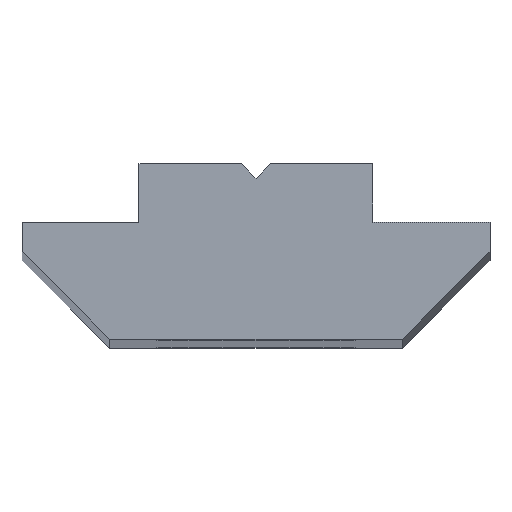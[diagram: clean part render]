
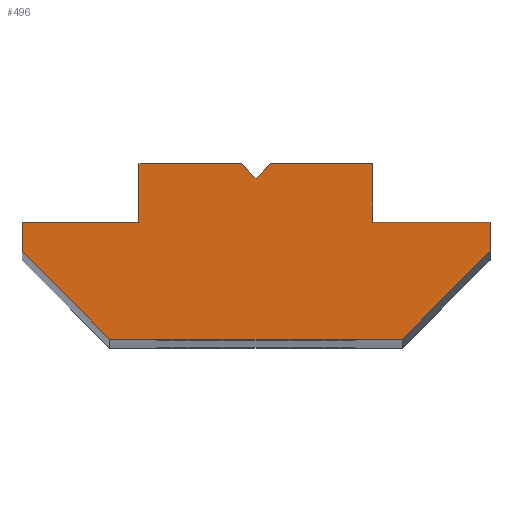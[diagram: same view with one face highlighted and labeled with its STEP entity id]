
A CAD part, top view. The second image highlights one B-rep face of the part: STEP entity #496.
In plain terms, the highlighted planar face has unit normal (0, 0, 1).
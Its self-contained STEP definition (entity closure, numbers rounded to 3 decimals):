
#13 = ORIENTED_EDGE ( 'NONE', *, *, #1032, .T. ) ;
#15 = ORIENTED_EDGE ( 'NONE', *, *, #999, .T. ) ;
#16 = ORIENTED_EDGE ( 'NONE', *, *, #1006, .T. ) ;
#40 = ORIENTED_EDGE ( 'NONE', *, *, #1030, .T. ) ;
#96 = VECTOR ( 'NONE', #750, 1000. ) ;
#99 = LINE ( 'NONE', #751, #96 ) ;
#100 = VECTOR ( 'NONE', #757, 1000. ) ;
#104 = LINE ( 'NONE', #759, #100 ) ;
#115 = VECTOR ( 'NONE', #819, 1000. ) ;
#118 = VECTOR ( 'NONE', #816, 1000. ) ;
#121 = LINE ( 'NONE', #811, #115 ) ;
#124 = VECTOR ( 'NONE', #829, 1000. ) ;
#128 = LINE ( 'NONE', #844, #118 ) ;
#131 = VECTOR ( 'NONE', #840, 1000. ) ;
#134 = LINE ( 'NONE', #857, #124 ) ;
#137 = VECTOR ( 'NONE', #854, 1000. ) ;
#140 = LINE ( 'NONE', #867, #131 ) ;
#143 = VECTOR ( 'NONE', #862, 1000. ) ;
#146 = LINE ( 'NONE', #878, #137 ) ;
#150 = LINE ( 'NONE', #877, #143 ) ;
#154 = VECTOR ( 'NONE', #896, 1000. ) ;
#161 = LINE ( 'NONE', #906, #154 ) ;
#163 = VECTOR ( 'NONE', #916, 1000. ) ;
#168 = LINE ( 'NONE', #924, #163 ) ;
#171 = VECTOR ( 'NONE', #930, 1000. ) ;
#178 = VECTOR ( 'NONE', #939, 1000. ) ;
#180 = LINE ( 'NONE', #940, #178 ) ;
#182 = LINE ( 'NONE', #937, #171 ) ;
#188 = VECTOR ( 'NONE', #565, 1000. ) ;
#192 = LINE ( 'NONE', #660, #188 ) ;
#251 = VERTEX_POINT ( 'NONE', #880 ) ;
#256 = VERTEX_POINT ( 'NONE', #886 ) ;
#258 = VERTEX_POINT ( 'NONE', #869 ) ;
#259 = VERTEX_POINT ( 'NONE', #868 ) ;
#260 = VERTEX_POINT ( 'NONE', #866 ) ;
#263 = VERTEX_POINT ( 'NONE', #860 ) ;
#281 = VERTEX_POINT ( 'NONE', #813 ) ;
#284 = VERTEX_POINT ( 'NONE', #799 ) ;
#290 = VERTEX_POINT ( 'NONE', #785 ) ;
#291 = VERTEX_POINT ( 'NONE', #782 ) ;
#294 = VERTEX_POINT ( 'NONE', #773 ) ;
#297 = VERTEX_POINT ( 'NONE', #766 ) ;
#302 = VERTEX_POINT ( 'NONE', #758 ) ;
#342 = EDGE_LOOP ( 'NONE', ( #400, #415, #384, #357, #16, #480, #425, #470, #445, #370, #15, #40, #13 ) ) ;
#357 = ORIENTED_EDGE ( 'NONE', *, *, #993, .T. ) ;
#370 = ORIENTED_EDGE ( 'NONE', *, *, #1020, .T. ) ;
#384 = ORIENTED_EDGE ( 'NONE', *, *, #988, .T. ) ;
#400 = ORIENTED_EDGE ( 'NONE', *, *, #978, .T. ) ;
#415 = ORIENTED_EDGE ( 'NONE', *, *, #984, .T. ) ;
#425 = ORIENTED_EDGE ( 'NONE', *, *, #1012, .T. ) ;
#445 = ORIENTED_EDGE ( 'NONE', *, *, #1018, .T. ) ;
#451 = FACE_OUTER_BOUND ( 'NONE', #342, .T. ) ;
#470 = ORIENTED_EDGE ( 'NONE', *, *, #1015, .T. ) ;
#480 = ORIENTED_EDGE ( 'NONE', *, *, #1009, .T. ) ;
#496 = ADVANCED_FACE ( 'NONE', ( #451 ), #685, .F. ) ;
#565 = DIRECTION ( 'NONE',  ( 0., -1., 0. ) ) ;
#660 = CARTESIAN_POINT ( 'NONE',  ( -4., -2., 180. ) ) ;
#674 = DIRECTION ( 'NONE',  ( -1., 0., 0. ) ) ;
#677 = DIRECTION ( 'NONE',  ( 0., 0., -1. ) ) ;
#685 = PLANE ( 'NONE',  #1101 ) ;
#702 = CARTESIAN_POINT ( 'NONE',  ( -4., 0., 180. ) ) ;
#750 = DIRECTION ( 'NONE',  ( -1., 0., 0. ) ) ;
#751 = CARTESIAN_POINT ( 'NONE',  ( -4., 0., 180. ) ) ;
#757 = DIRECTION ( 'NONE',  ( -0.707, 0.707, 0. ) ) ;
#758 = CARTESIAN_POINT ( 'NONE',  ( -4., -2., 180. ) ) ;
#759 = CARTESIAN_POINT ( 'NONE',  ( -0.5, 0., 180. ) ) ;
#766 = CARTESIAN_POINT ( 'NONE',  ( -4., 0., 180. ) ) ;
#773 = CARTESIAN_POINT ( 'NONE',  ( 4., -2., 180. ) ) ;
#782 = CARTESIAN_POINT ( 'NONE',  ( 5., -6., 180. ) ) ;
#785 = CARTESIAN_POINT ( 'NONE',  ( 0., -0.5, 180. ) ) ;
#799 = CARTESIAN_POINT ( 'NONE',  ( 8., -2., 180. ) ) ;
#811 = CARTESIAN_POINT ( 'NONE',  ( 0.5, 0., 180. ) ) ;
#813 = CARTESIAN_POINT ( 'NONE',  ( 0.5, 0., 180. ) ) ;
#816 = DIRECTION ( 'NONE',  ( 0., 1., 0. ) ) ;
#819 = DIRECTION ( 'NONE',  ( -1., 0., 0. ) ) ;
#829 = DIRECTION ( 'NONE',  ( -1., 0., 0. ) ) ;
#840 = DIRECTION ( 'NONE',  ( 0., 1., 0. ) ) ;
#844 = CARTESIAN_POINT ( 'NONE',  ( 4., 0., 180. ) ) ;
#854 = DIRECTION ( 'NONE',  ( 0.707, 0.707, 0. ) ) ;
#857 = CARTESIAN_POINT ( 'NONE',  ( 4., -2., 180. ) ) ;
#860 = CARTESIAN_POINT ( 'NONE',  ( 8., -3., 180. ) ) ;
#862 = DIRECTION ( 'NONE',  ( 1., 0., 0. ) ) ;
#866 = CARTESIAN_POINT ( 'NONE',  ( -8., -2., 180. ) ) ;
#867 = CARTESIAN_POINT ( 'NONE',  ( 8., -2., 180. ) ) ;
#868 = CARTESIAN_POINT ( 'NONE',  ( -0.5, 0., 180. ) ) ;
#869 = CARTESIAN_POINT ( 'NONE',  ( -5., -6., 180. ) ) ;
#877 = CARTESIAN_POINT ( 'NONE',  ( 5., -6., 180. ) ) ;
#878 = CARTESIAN_POINT ( 'NONE',  ( 8., -3., 180. ) ) ;
#880 = CARTESIAN_POINT ( 'NONE',  ( 4., 0., 180. ) ) ;
#886 = CARTESIAN_POINT ( 'NONE',  ( -8., -3., 180. ) ) ;
#896 = DIRECTION ( 'NONE',  ( -0.707, -0.707, 0. ) ) ;
#906 = CARTESIAN_POINT ( 'NONE',  ( 0., -0.5, 180. ) ) ;
#916 = DIRECTION ( 'NONE',  ( 0.707, -0.707, 0. ) ) ;
#924 = CARTESIAN_POINT ( 'NONE',  ( -5., -6., 180. ) ) ;
#930 = DIRECTION ( 'NONE',  ( 0., -1., 0. ) ) ;
#937 = CARTESIAN_POINT ( 'NONE',  ( -8., -3., 180. ) ) ;
#939 = DIRECTION ( 'NONE',  ( -1., 0., 0. ) ) ;
#940 = CARTESIAN_POINT ( 'NONE',  ( -8., -2., 180. ) ) ;
#978 = EDGE_CURVE ( 'NONE', #297, #302, #192, .T. ) ;
#984 = EDGE_CURVE ( 'NONE', #302, #260, #180, .T. ) ;
#988 = EDGE_CURVE ( 'NONE', #260, #256, #182, .T. ) ;
#993 = EDGE_CURVE ( 'NONE', #256, #258, #168, .T. ) ;
#999 = EDGE_CURVE ( 'NONE', #281, #290, #161, .T. ) ;
#1006 = EDGE_CURVE ( 'NONE', #258, #291, #150, .T. ) ;
#1009 = EDGE_CURVE ( 'NONE', #291, #263, #146, .T. ) ;
#1012 = EDGE_CURVE ( 'NONE', #263, #284, #140, .T. ) ;
#1015 = EDGE_CURVE ( 'NONE', #284, #294, #134, .T. ) ;
#1018 = EDGE_CURVE ( 'NONE', #294, #251, #128, .T. ) ;
#1020 = EDGE_CURVE ( 'NONE', #251, #281, #121, .T. ) ;
#1030 = EDGE_CURVE ( 'NONE', #290, #259, #104, .T. ) ;
#1032 = EDGE_CURVE ( 'NONE', #259, #297, #99, .T. ) ;
#1101 = AXIS2_PLACEMENT_3D ( 'NONE', #702, #677, #674 ) ;
